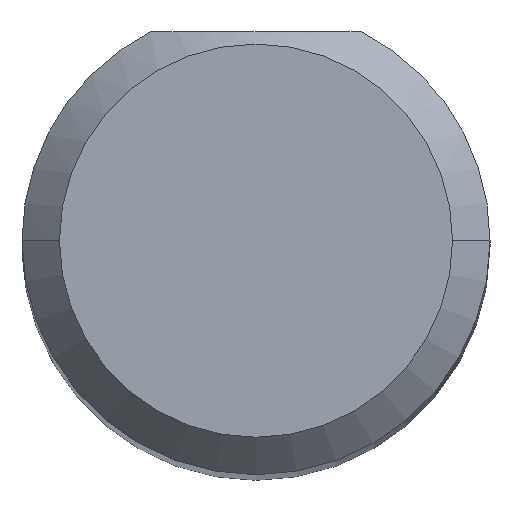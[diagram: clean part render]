
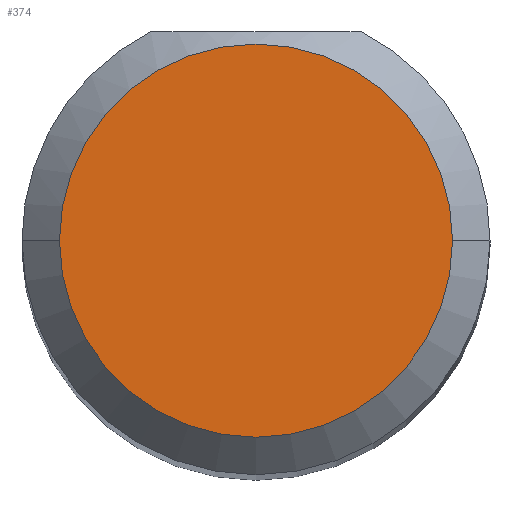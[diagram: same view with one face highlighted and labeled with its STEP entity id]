
A CAD part, top view. The second image highlights one B-rep face of the part: STEP entity #374.
In plain terms, the highlighted planar face has unit normal (0, 0, 1).
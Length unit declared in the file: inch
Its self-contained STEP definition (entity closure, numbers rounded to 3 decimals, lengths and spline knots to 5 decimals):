
#3 = PLANE ( 'NONE',  #138 ) ;
#52 = EDGE_CURVE ( 'NONE', #246, #522, #441, .T. ) ;
#87 = FACE_OUTER_BOUND ( 'NONE', #95, .T. ) ;
#89 = DIRECTION ( 'NONE',  ( 0., 0., -1. ) ) ;
#95 = EDGE_LOOP ( 'NONE', ( #539, #325 ) ) ;
#98 = CARTESIAN_POINT ( 'NONE',  ( 0.375, 0., 2. ) ) ;
#123 = CARTESIAN_POINT ( 'NONE',  ( 0.45375, 0., 2. ) ) ;
#138 = AXIS2_PLACEMENT_3D ( 'NONE', #342, #527, #396 ) ;
#157 = AXIS2_PLACEMENT_3D ( 'NONE', #98, #89, #562 ) ;
#246 = VERTEX_POINT ( 'NONE', #123 ) ;
#306 = DIRECTION ( 'NONE',  ( 0., 0., -1. ) ) ;
#325 = ORIENTED_EDGE ( 'NONE', *, *, #366, .F. ) ;
#342 = CARTESIAN_POINT ( 'NONE',  ( 0.375, 0., 2. ) ) ;
#353 = CIRCLE ( 'NONE', #157, 0.07875 ) ;
#366 = EDGE_CURVE ( 'NONE', #522, #246, #353, .T. ) ;
#374 = ADVANCED_FACE ( 'NONE', ( #87 ), #3, .T. ) ;
#395 = DIRECTION ( 'NONE',  ( -1., 0., 0. ) ) ;
#396 = DIRECTION ( 'NONE',  ( -1., 0., 0. ) ) ;
#441 = CIRCLE ( 'NONE', #502, 0.07875 ) ;
#502 = AXIS2_PLACEMENT_3D ( 'NONE', #526, #306, #395 ) ;
#510 = CARTESIAN_POINT ( 'NONE',  ( 0.29625, 0., 2. ) ) ;
#522 = VERTEX_POINT ( 'NONE', #510 ) ;
#526 = CARTESIAN_POINT ( 'NONE',  ( 0.375, 0., 2. ) ) ;
#527 = DIRECTION ( 'NONE',  ( 0., 0., 1. ) ) ;
#539 = ORIENTED_EDGE ( 'NONE', *, *, #52, .F. ) ;
#562 = DIRECTION ( 'NONE',  ( -1., 0., 0. ) ) ;
